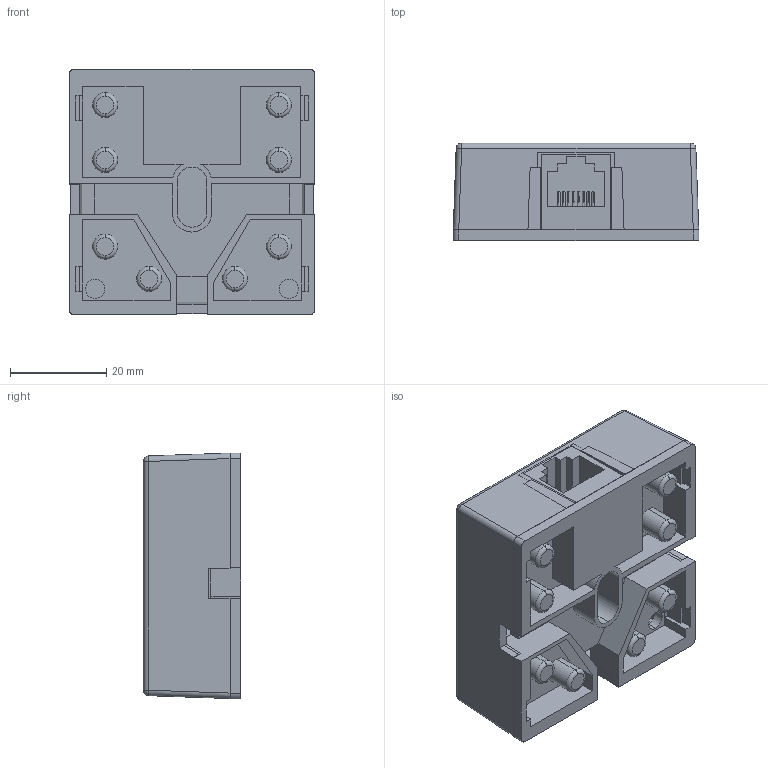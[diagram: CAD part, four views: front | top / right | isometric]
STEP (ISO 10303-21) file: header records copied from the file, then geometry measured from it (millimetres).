
FILE_DESCRIPTION (( 'STEP AP214' ), '1' );
FILE_NAME ('RJ31X_3D.STEP', '2022-03-31T18:05:55', ( '' ), ( '' ), 'SwSTEP 2.0', 'SolidWorks 2021', '' );
FILE_SCHEMA (( 'AUTOMOTIVE_DESIGN' ));
Length unit declared in the file: inch
Products named in the file (5): RJ31X-MA2; RJ31X-MA1; 3AA01-012_4-40 x .312 PAN HEAD SCREW; RJ31X_3D; TDA310-8C-MA3
Assembly tree (11 placements, depth 2):
  RJ31X_3D
    RJ31X-MA1
    TDA310-8C-MA3
    3AA01-012_4-40 x .312 PAN HEAD SCREW  x8
    RJ31X-MA2
Bounding box: 51.18 x 20.24 x 51.18 mm (x, y, z)
Volume: 27024.8 mm3; surface area: 29109.3 mm2
Topology: 11 solids, 11 shells, 874 faces, 2173 edges, 1370 vertices
Faces by surface type: plane 597, cylinder 163, bspline 54, torus 40, cone 16, sphere 4
Entity records: 24009 total; most frequent: CARTESIAN_POINT 6484, ORIENTED_EDGE 2938, DIRECTION 2631, EDGE_CURVE 1469, VECTOR 1039, LINE 1039, VERTEX_POINT 957, AXIS2_PLACEMENT_3D 796
